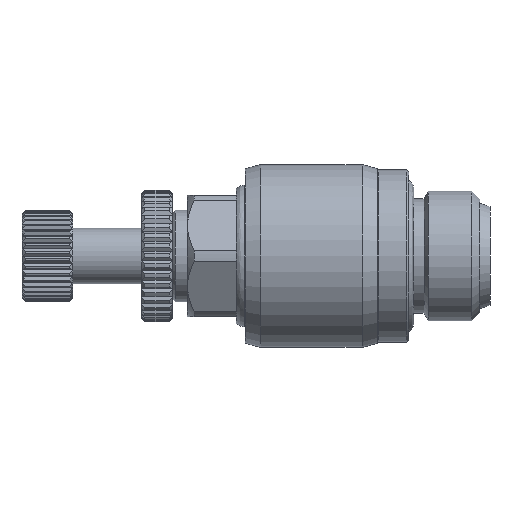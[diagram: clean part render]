
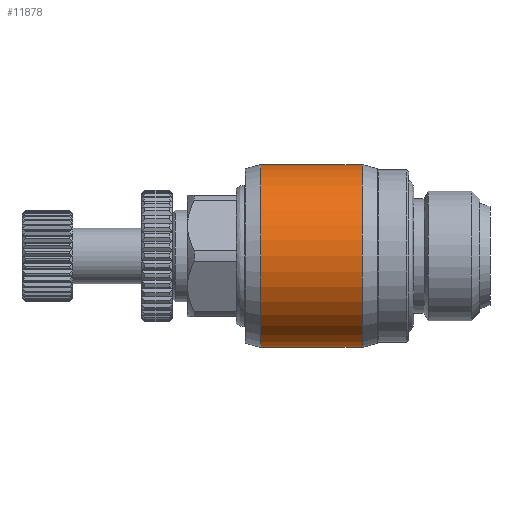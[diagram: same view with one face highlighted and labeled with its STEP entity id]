
A CAD part, left-side view. The second image highlights one B-rep face of the part: STEP entity #11878.
In plain terms, the highlighted cylindrical face has radius 9 mm (diameter 18 mm), a partial arc.
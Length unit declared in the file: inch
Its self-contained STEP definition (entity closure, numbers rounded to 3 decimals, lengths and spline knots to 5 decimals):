
#70 = VERTEX_POINT ( 'NONE', #6032 ) ;
#152 = ORIENTED_EDGE ( 'NONE', *, *, #10061, .F. ) ;
#999 = VERTEX_POINT ( 'NONE', #13716 ) ;
#1075 = AXIS2_PLACEMENT_3D ( 'NONE', #10025, #3292, #11169 ) ;
#1178 = DIRECTION ( 'NONE',  ( 0., 1., 0. ) ) ;
#1295 = VECTOR ( 'NONE', #11077, 39.37008 ) ;
#1300 = CARTESIAN_POINT ( 'NONE',  ( 0., 0.88976, -0.35433 ) ) ;
#1554 = AXIS2_PLACEMENT_3D ( 'NONE', #4594, #1178, #9064 ) ;
#2564 = DIRECTION ( 'NONE',  ( 0., -1., 0. ) ) ;
#3267 = CARTESIAN_POINT ( 'NONE',  ( 0., 0.49606, 0.35433 ) ) ;
#3292 = DIRECTION ( 'NONE',  ( 0., 1., 0. ) ) ;
#3570 = VERTEX_POINT ( 'NONE', #3267 ) ;
#3757 = AXIS2_PLACEMENT_3D ( 'NONE', #9309, #2564, #10430 ) ;
#4196 = CIRCLE ( 'NONE', #3757, 0.35433 ) ;
#4594 = CARTESIAN_POINT ( 'NONE',  ( 0., 0.69291, 0. ) ) ;
#4839 = ORIENTED_EDGE ( 'NONE', *, *, #13394, .T. ) ;
#5242 = CARTESIAN_POINT ( 'NONE',  ( 0., 0.69291, -0.35433 ) ) ;
#6032 = CARTESIAN_POINT ( 'NONE',  ( 0., 0.88976, 0.35433 ) ) ;
#7005 = VECTOR ( 'NONE', #9722, 39.37008 ) ;
#8641 = EDGE_CURVE ( 'NONE', #70, #9809, #4196, .T. ) ;
#8695 = EDGE_LOOP ( 'NONE', ( #152, #10656, #4839, #11497 ) ) ;
#9064 = DIRECTION ( 'NONE',  ( 0., 0., 1. ) ) ;
#9309 = CARTESIAN_POINT ( 'NONE',  ( 0., 0.88976, 0. ) ) ;
#9620 = CIRCLE ( 'NONE', #1075, 0.35433 ) ;
#9722 = DIRECTION ( 'NONE',  ( 0., 1., 0. ) ) ;
#9809 = VERTEX_POINT ( 'NONE', #1300 ) ;
#10025 = CARTESIAN_POINT ( 'NONE',  ( 0., 0.49606, 0. ) ) ;
#10061 = EDGE_CURVE ( 'NONE', #999, #9809, #12975, .T. ) ;
#10430 = DIRECTION ( 'NONE',  ( 0., 0., 1. ) ) ;
#10523 = CYLINDRICAL_SURFACE ( 'NONE', #1554, 0.35433 ) ;
#10656 = ORIENTED_EDGE ( 'NONE', *, *, #12334, .T. ) ;
#11077 = DIRECTION ( 'NONE',  ( 0., 1., 0. ) ) ;
#11169 = DIRECTION ( 'NONE',  ( 0., 0., 1. ) ) ;
#11497 = ORIENTED_EDGE ( 'NONE', *, *, #8641, .T. ) ;
#11878 = ADVANCED_FACE ( 'NONE', ( #13888 ), #10523, .T. ) ;
#12219 = CARTESIAN_POINT ( 'NONE',  ( 0., 0.69291, 0.35433 ) ) ;
#12334 = EDGE_CURVE ( 'NONE', #999, #3570, #9620, .T. ) ;
#12965 = LINE ( 'NONE', #12219, #1295 ) ;
#12975 = LINE ( 'NONE', #5242, #7005 ) ;
#13394 = EDGE_CURVE ( 'NONE', #3570, #70, #12965, .T. ) ;
#13716 = CARTESIAN_POINT ( 'NONE',  ( 0., 0.49606, -0.35433 ) ) ;
#13888 = FACE_OUTER_BOUND ( 'NONE', #8695, .T. ) ;
